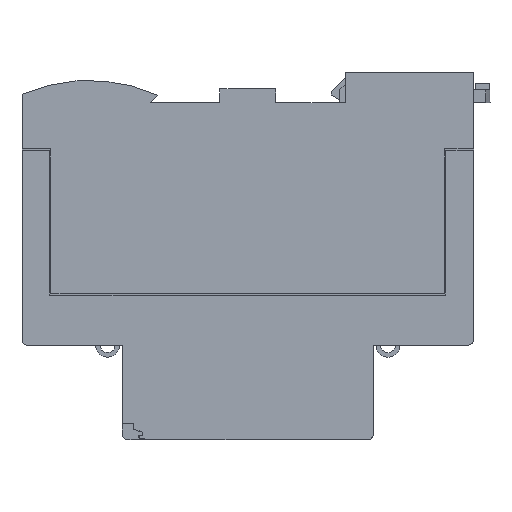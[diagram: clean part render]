
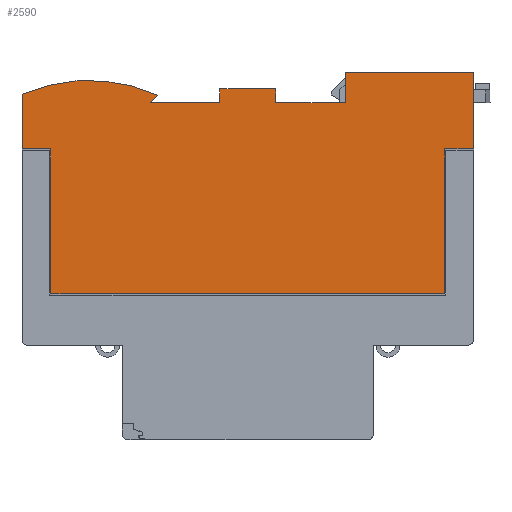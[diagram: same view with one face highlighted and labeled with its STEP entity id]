
A CAD part, left-side view. The second image highlights one B-rep face of the part: STEP entity #2590.
In plain terms, the highlighted planar face has unit normal (-1, 0, 0).
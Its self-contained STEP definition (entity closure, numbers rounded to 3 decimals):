
#150 = VERTEX_POINT ( 'NONE', #9165 ) ;
#161 = VERTEX_POINT ( 'NONE', #8246 ) ;
#336 = CIRCLE ( 'NONE', #11300, 30. ) ;
#409 = CARTESIAN_POINT ( 'NONE',  ( -27., 35.3, 19.705 ) ) ;
#444 = VERTEX_POINT ( 'NONE', #11122 ) ;
#533 = VERTEX_POINT ( 'NONE', #8210 ) ;
#606 = DIRECTION ( 'NONE',  ( 0., 0., -1. ) ) ;
#628 = VERTEX_POINT ( 'NONE', #6203 ) ;
#660 = CARTESIAN_POINT ( 'NONE',  ( -27., -35.3, 19.705 ) ) ;
#736 = EDGE_CURVE ( 'NONE', #8384, #628, #3868, .T. ) ;
#795 = VERTEX_POINT ( 'NONE', #3257 ) ;
#988 = VERTEX_POINT ( 'NONE', #1998 ) ;
#999 = CARTESIAN_POINT ( 'NONE',  ( -27., 5., 28.005 ) ) ;
#1013 = VECTOR ( 'NONE', #8414, 1000. ) ;
#1092 = LINE ( 'NONE', #2285, #5865 ) ;
#1093 = LINE ( 'NONE', #7478, #1013 ) ;
#1129 = CARTESIAN_POINT ( 'NONE',  ( -27., 5., 30.505 ) ) ;
#1442 = VECTOR ( 'NONE', #1664, 1000. ) ;
#1664 = DIRECTION ( 'NONE',  ( 0., -1., 0. ) ) ;
#1847 = CARTESIAN_POINT ( 'NONE',  ( -27., -40.5, 33.505 ) ) ;
#1870 = DIRECTION ( 'NONE',  ( 0., 1., 0. ) ) ;
#1918 = CARTESIAN_POINT ( 'NONE',  ( -27., 5., 30.505 ) ) ;
#1998 = CARTESIAN_POINT ( 'NONE',  ( -27., 35.3, -6.295 ) ) ;
#2059 = VECTOR ( 'NONE', #606, 1000. ) ;
#2090 = EDGE_CURVE ( 'NONE', #628, #8426, #11971, .T. ) ;
#2282 = AXIS2_PLACEMENT_3D ( 'NONE', #9894, #4398, #10748 ) ;
#2285 = CARTESIAN_POINT ( 'NONE',  ( -27., 35.3, -6.295 ) ) ;
#2305 = PLANE ( 'NONE',  #2282 ) ;
#2360 = LINE ( 'NONE', #10823, #2059 ) ;
#2560 = DIRECTION ( 'NONE',  ( 0., 1., 0. ) ) ;
#2590 = ADVANCED_FACE ( 'NONE', ( #10176 ), #2305, .T. ) ;
#2957 = EDGE_CURVE ( 'NONE', #161, #9115, #8987, .T. ) ;
#3257 = CARTESIAN_POINT ( 'NONE',  ( -27., -40.5, 19.705 ) ) ;
#3273 = CARTESIAN_POINT ( 'NONE',  ( -27., 40.5, 19.705 ) ) ;
#3359 = VECTOR ( 'NONE', #4883, 1000. ) ;
#3480 = CARTESIAN_POINT ( 'NONE',  ( -27., -17.5, 33.505 ) ) ;
#3586 = EDGE_CURVE ( 'NONE', #9115, #444, #6645, .T. ) ;
#3868 = LINE ( 'NONE', #4107, #3929 ) ;
#3929 = VECTOR ( 'NONE', #4160, 1000. ) ;
#4107 = CARTESIAN_POINT ( 'NONE',  ( -27., -17.5, 33.505 ) ) ;
#4149 = CARTESIAN_POINT ( 'NONE',  ( -27., 35.3, 19.705 ) ) ;
#4160 = DIRECTION ( 'NONE',  ( 0., 0., 1. ) ) ;
#4354 = DIRECTION ( 'NONE',  ( 0., 0., -1. ) ) ;
#4398 = DIRECTION ( 'NONE',  ( -1., 0., 0. ) ) ;
#4484 = CARTESIAN_POINT ( 'NONE',  ( -27., -5., 28.005 ) ) ;
#4883 = DIRECTION ( 'NONE',  ( 0., 0.707, -0.707 ) ) ;
#5270 = DIRECTION ( 'NONE',  ( 1., 0., 0. ) ) ;
#5271 = EDGE_CURVE ( 'NONE', #8426, #795, #1093, .T. ) ;
#5532 = CARTESIAN_POINT ( 'NONE',  ( -27., -17.5, 28.005 ) ) ;
#5548 = DIRECTION ( 'NONE',  ( 0., 0., 1. ) ) ;
#5556 = LINE ( 'NONE', #10361, #3359 ) ;
#5695 = VECTOR ( 'NONE', #5548, 1000. ) ;
#5732 = LINE ( 'NONE', #11817, #5695 ) ;
#5859 = CARTESIAN_POINT ( 'NONE',  ( -27., -35.3, 19.705 ) ) ;
#5865 = VECTOR ( 'NONE', #9732, 1000. ) ;
#5964 = EDGE_CURVE ( 'NONE', #8822, #8778, #10158, .T. ) ;
#6118 = EDGE_CURVE ( 'NONE', #444, #533, #9863, .T. ) ;
#6203 = CARTESIAN_POINT ( 'NONE',  ( -27., -17.5, 33.505 ) ) ;
#6645 = LINE ( 'NONE', #1918, #6767 ) ;
#6695 = VECTOR ( 'NONE', #4354, 1000. ) ;
#6716 = EDGE_CURVE ( 'NONE', #533, #8275, #6727, .T. ) ;
#6727 = LINE ( 'NONE', #10712, #6695 ) ;
#6767 = VECTOR ( 'NONE', #8447, 1000. ) ;
#6958 = EDGE_CURVE ( 'NONE', #8778, #8274, #5732, .T. ) ;
#7210 = CARTESIAN_POINT ( 'NONE',  ( -27., 40.5, 29.505 ) ) ;
#7277 = CARTESIAN_POINT ( 'NONE',  ( -27., -17.5, 28.005 ) ) ;
#7403 = LINE ( 'NONE', #4149, #8724 ) ;
#7478 = CARTESIAN_POINT ( 'NONE',  ( -27., -40.5, -15.495 ) ) ;
#7598 = ORIENTED_EDGE ( 'NONE', *, *, #5964, .F. ) ;
#7632 = ORIENTED_EDGE ( 'NONE', *, *, #11874, .F. ) ;
#7696 = ORIENTED_EDGE ( 'NONE', *, *, #11296, .F. ) ;
#7719 = ORIENTED_EDGE ( 'NONE', *, *, #8959, .F. ) ;
#7756 = ORIENTED_EDGE ( 'NONE', *, *, #8318, .F. ) ;
#7804 = ORIENTED_EDGE ( 'NONE', *, *, #5271, .F. ) ;
#7807 = DIRECTION ( 'NONE',  ( 0., 0., 1. ) ) ;
#7869 = ORIENTED_EDGE ( 'NONE', *, *, #2090, .F. ) ;
#7941 = ORIENTED_EDGE ( 'NONE', *, *, #9813, .F. ) ;
#8001 = ORIENTED_EDGE ( 'NONE', *, *, #736, .F. ) ;
#8095 = ORIENTED_EDGE ( 'NONE', *, *, #3586, .F. ) ;
#8138 = ORIENTED_EDGE ( 'NONE', *, *, #2957, .F. ) ;
#8168 = EDGE_CURVE ( 'NONE', #8274, #150, #336, .T. ) ;
#8210 = CARTESIAN_POINT ( 'NONE',  ( -27., -5., 30.505 ) ) ;
#8225 = EDGE_LOOP ( 'NONE', ( #7598, #7632, #7696, #7719, #7756, #7804, #7869, #8001, #7941, #8321, #8267, #8095, #8138, #8383, #8628, #8608 ) ) ;
#8246 = CARTESIAN_POINT ( 'NONE',  ( -27., 17.5, 28.005 ) ) ;
#8267 = ORIENTED_EDGE ( 'NONE', *, *, #6118, .F. ) ;
#8274 = VERTEX_POINT ( 'NONE', #7210 ) ;
#8275 = VERTEX_POINT ( 'NONE', #4484 ) ;
#8318 = EDGE_CURVE ( 'NONE', #795, #8619, #10966, .T. ) ;
#8321 = ORIENTED_EDGE ( 'NONE', *, *, #6716, .F. ) ;
#8383 = ORIENTED_EDGE ( 'NONE', *, *, #11723, .F. ) ;
#8384 = VERTEX_POINT ( 'NONE', #5532 ) ;
#8414 = DIRECTION ( 'NONE',  ( 0., 0., -1. ) ) ;
#8426 = VERTEX_POINT ( 'NONE', #1847 ) ;
#8447 = DIRECTION ( 'NONE',  ( 0., 0., 1. ) ) ;
#8521 = DIRECTION ( 'NONE',  ( 0., -1., 0. ) ) ;
#8579 = VERTEX_POINT ( 'NONE', #9450 ) ;
#8608 = ORIENTED_EDGE ( 'NONE', *, *, #6958, .F. ) ;
#8619 = VERTEX_POINT ( 'NONE', #5859 ) ;
#8628 = ORIENTED_EDGE ( 'NONE', *, *, #8168, .F. ) ;
#8724 = VECTOR ( 'NONE', #7807, 1000. ) ;
#8778 = VERTEX_POINT ( 'NONE', #3273 ) ;
#8822 = VERTEX_POINT ( 'NONE', #409 ) ;
#8959 = EDGE_CURVE ( 'NONE', #8619, #8579, #2360, .T. ) ;
#8987 = LINE ( 'NONE', #999, #9057 ) ;
#9057 = VECTOR ( 'NONE', #8521, 1000. ) ;
#9115 = VERTEX_POINT ( 'NONE', #10188 ) ;
#9165 = CARTESIAN_POINT ( 'NONE',  ( -27., 16.16, 29.344 ) ) ;
#9450 = CARTESIAN_POINT ( 'NONE',  ( -27., -35.3, -6.295 ) ) ;
#9612 = VECTOR ( 'NONE', #10452, 1000. ) ;
#9732 = DIRECTION ( 'NONE',  ( 0., 1., 0. ) ) ;
#9813 = EDGE_CURVE ( 'NONE', #8275, #8384, #10702, .T. ) ;
#9863 = LINE ( 'NONE', #1129, #9612 ) ;
#9894 = CARTESIAN_POINT ( 'NONE',  ( -27., 28.51, 2.005 ) ) ;
#10146 = VECTOR ( 'NONE', #1870, 1000. ) ;
#10158 = LINE ( 'NONE', #11024, #10146 ) ;
#10176 = FACE_OUTER_BOUND ( 'NONE', #8225, .T. ) ;
#10188 = CARTESIAN_POINT ( 'NONE',  ( -27., 5., 28.005 ) ) ;
#10361 = CARTESIAN_POINT ( 'NONE',  ( -27., 17.5, 28.005 ) ) ;
#10452 = DIRECTION ( 'NONE',  ( 0., -1., 0. ) ) ;
#10699 = CARTESIAN_POINT ( 'NONE',  ( -27., 28.51, 2.005 ) ) ;
#10702 = LINE ( 'NONE', #7277, #1442 ) ;
#10712 = CARTESIAN_POINT ( 'NONE',  ( -27., -5., 30.505 ) ) ;
#10734 = VECTOR ( 'NONE', #2560, 1000. ) ;
#10748 = DIRECTION ( 'NONE',  ( 0., 0., 1. ) ) ;
#10791 = DIRECTION ( 'NONE',  ( 0., -1., 0. ) ) ;
#10823 = CARTESIAN_POINT ( 'NONE',  ( -27., -35.3, -6.295 ) ) ;
#10966 = LINE ( 'NONE', #660, #10734 ) ;
#11024 = CARTESIAN_POINT ( 'NONE',  ( -27., 40.5, 19.705 ) ) ;
#11122 = CARTESIAN_POINT ( 'NONE',  ( -27., 5., 30.505 ) ) ;
#11296 = EDGE_CURVE ( 'NONE', #8579, #988, #1092, .T. ) ;
#11300 = AXIS2_PLACEMENT_3D ( 'NONE', #10699, #5270, #11570 ) ;
#11570 = DIRECTION ( 'NONE',  ( 0., 0., 1. ) ) ;
#11723 = EDGE_CURVE ( 'NONE', #150, #161, #5556, .T. ) ;
#11817 = CARTESIAN_POINT ( 'NONE',  ( -27., 40.5, 29.505 ) ) ;
#11874 = EDGE_CURVE ( 'NONE', #988, #8822, #7403, .T. ) ;
#11960 = VECTOR ( 'NONE', #10791, 1000. ) ;
#11971 = LINE ( 'NONE', #3480, #11960 ) ;
